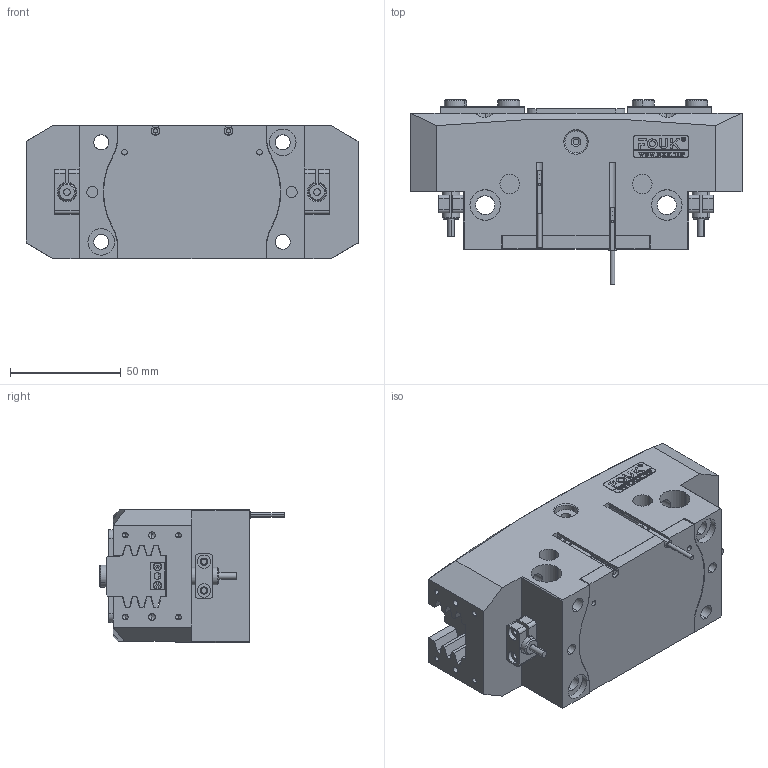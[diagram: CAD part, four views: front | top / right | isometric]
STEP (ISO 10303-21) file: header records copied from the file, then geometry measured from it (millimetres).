
FILE_DESCRIPTION (( 'STEP AP203' ), '1' );
FILE_NAME ('FR57-150.STEP', '2025-01-15T01:56:28', ( 'USER-' ), ( 'Microsoft' ), 'SwSTEP 2.0', 'SolidWorks 2018', '' );
FILE_SCHEMA (( 'CONFIG_CONTROL_DESIGN' ));
Length unit declared in the file: millimetre
Products named in the file (13): TRT57-150-M-02 喘倛賑輸; ﾏ擎ﾗ10｡ﾁ6; 8x23諉輪羲壽; FR57-150; TRT57-150-M-06 笢猾啣; 揤輸蚾饜极; P-GS-T-01 喘倛蚚標釱; 埴翐芛_GB_FASTENER_SCREWS_HSHCS M2X8-N; 揤輸杅耀.sldasm-Part-9; TRT57-150-M-01 喘倛褲极; TRT57-150-M-05 菁裔啣; 25x10-R1.5; 棠羲換覜ん
Assembly tree (21 placements, depth 3):
  FR57-150
    TRT57-150-M-01 喘倛褲极
    TRT57-150-M-02 喘倛賑輸  x2
    TRT57-150-M-05 菁裔啣
    TRT57-150-M-06 笢猾啣
    P-GS-T-01 喘倛蚚標釱  x2
    8x23諉輪羲壽  x2
    25x10-R1.5
    棠羲換覜ん  x2
    揤輸蚾饜极  x2
      揤輸杅耀.sldasm-Part-9
      埴翐芛_GB_FASTENER_SCREWS_HSHCS M2X8-N
    ﾏ擎ﾗ10｡ﾁ6  x4
Bounding box: 150 x 83.2 x 60.1 mm (x, y, z)
Volume: 429579.1 mm3; surface area: 106127.9 mm2
Topology: 22 solids, 29 shells, 1285 faces, 3322 edges, 2118 vertices
Faces by surface type: plane 591, cylinder 365, cone 166, bspline 155, torus 8
Entity records: 38286 total; most frequent: CARTESIAN_POINT 12406, ORIENTED_EDGE 5218, DIRECTION 4643, EDGE_CURVE 2609, VERTEX_POINT 1715, VECTOR 1635, LINE 1635, AXIS2_PLACEMENT_3D 1504
